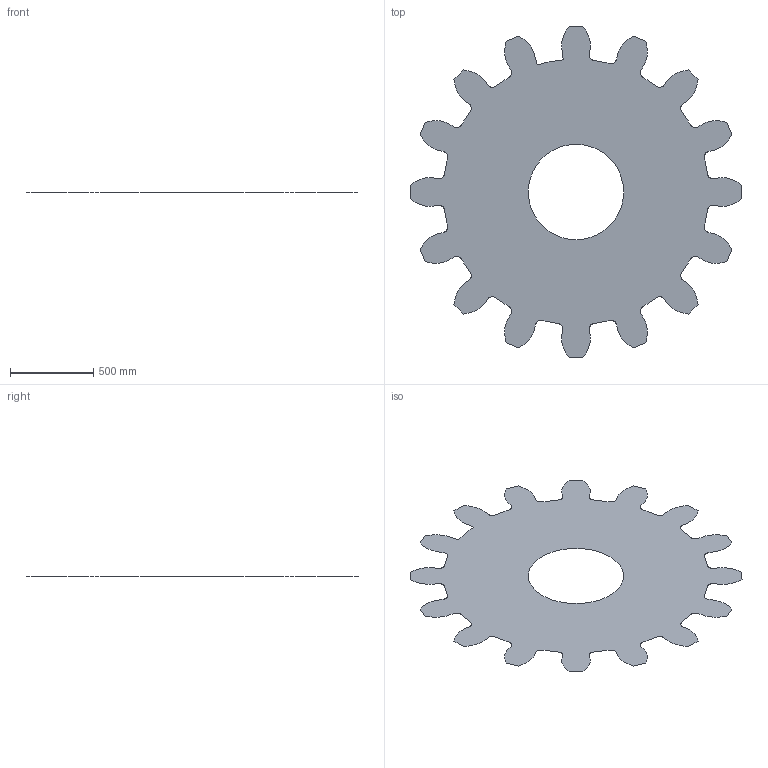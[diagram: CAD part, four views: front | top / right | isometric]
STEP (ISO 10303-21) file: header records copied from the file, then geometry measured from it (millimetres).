
FILE_DESCRIPTION(/* description */ (''),/* implementation_level */ '2;1');
FILE_NAME(/* name */ 'Gear',/* time_stamp */ '2023-12-22T17:59:47+05:00',/* author */ (''),/* organization */ (''),/* preprocessor_version */ 'ST-DEVELOPER v16.5',/* originating_system */ '',/* authorisation */ '');
FILE_SCHEMA (('CONFIG_CONTROL_DESIGN'));
Length unit declared in the file: metre
Products named in the file (1): Document
Bounding box: 1997.93 x 1997.93 x 0 mm (x, y, z)
Surface area: 2244283 mm2 (no closed solid volume)
Topology: 0 solids, 1 shells, 1 faces, 159 edges, 159 vertices
Faces by surface type: plane 1
Entity records: 1222 total; most frequent: CARTESIAN_POINT 597, ORIENTED_EDGE 159, EDGE_CURVE 159, VERTEX_POINT 159, B_SPLINE_CURVE_WITH_KNOTS 48, ORGANIZATION 7, PERSON_AND_ORGANIZATION 7, LOCAL_TIME 5
